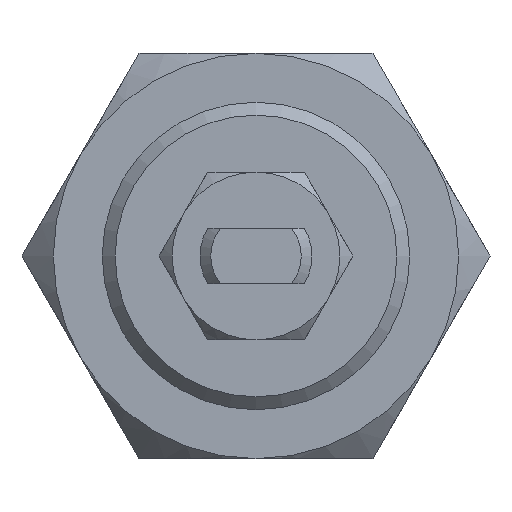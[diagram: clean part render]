
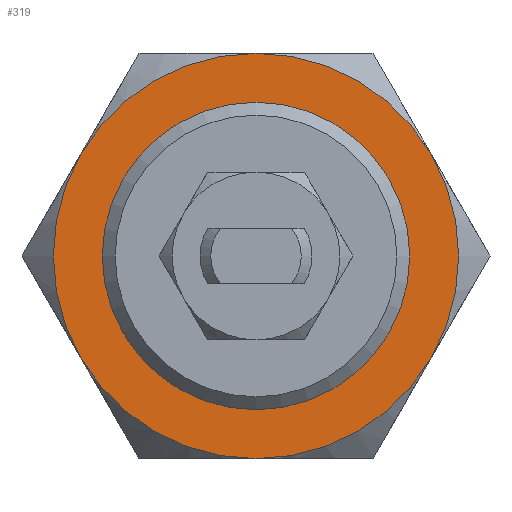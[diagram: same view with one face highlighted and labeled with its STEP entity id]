
A CAD part, left-side view. The second image highlights one B-rep face of the part: STEP entity #319.
In plain terms, the highlighted planar face has unit normal (-1, 0, 0).
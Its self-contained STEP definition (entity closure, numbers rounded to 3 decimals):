
#319 = ADVANCED_FACE( '', ( #688, #689 ), #690, .F. );
#688 = FACE_OUTER_BOUND( '', #1097, .T. );
#689 = FACE_BOUND( '', #1098, .T. );
#690 = PLANE( '', #1099 );
#1097 = EDGE_LOOP( '', ( #1772, #1773, #1774, #1775, #1776, #1777 ) );
#1098 = EDGE_LOOP( '', ( #1778 ) );
#1099 = AXIS2_PLACEMENT_3D( '', #1779, #1780, #1781 );
#1772 = ORIENTED_EDGE( '', *, *, #2119, .F. );
#1773 = ORIENTED_EDGE( '', *, *, #2349, .F. );
#1774 = ORIENTED_EDGE( '', *, *, #2306, .F. );
#1775 = ORIENTED_EDGE( '', *, *, #2166, .F. );
#1776 = ORIENTED_EDGE( '', *, *, #2350, .F. );
#1777 = ORIENTED_EDGE( '', *, *, #2328, .F. );
#1778 = ORIENTED_EDGE( '', *, *, #2314, .T. );
#1779 = CARTESIAN_POINT( '', ( -10., 0., 0. ) );
#1780 = DIRECTION( '', ( 1., 0., 0. ) );
#1781 = DIRECTION( '', ( 0., 0., -1. ) );
#2119 = EDGE_CURVE( '', #2444, #2442, #2446, .T. );
#2166 = EDGE_CURVE( '', #2527, #2525, #2529, .T. );
#2306 = EDGE_CURVE( '', #2525, #2739, #2742, .T. );
#2314 = EDGE_CURVE( '', #2753, #2753, #2754, .T. );
#2328 = EDGE_CURVE( '', #2442, #2638, #2772, .T. );
#2349 = EDGE_CURVE( '', #2739, #2444, #2798, .T. );
#2350 = EDGE_CURVE( '', #2638, #2527, #2799, .T. );
#2442 = VERTEX_POINT( '', #2926 );
#2444 = VERTEX_POINT( '', #2935 );
#2446 = CIRCLE( '', #2942, 14.5 );
#2525 = VERTEX_POINT( '', #3072 );
#2527 = VERTEX_POINT( '', #3081 );
#2529 = CIRCLE( '', #3088, 14.5 );
#2638 = VERTEX_POINT( '', #3317 );
#2739 = VERTEX_POINT( '', #3675 );
#2742 = CIRCLE( '', #3694, 14.5 );
#2753 = VERTEX_POINT( '', #3705 );
#2754 = CIRCLE( '', #3706, 11. );
#2772 = CIRCLE( '', #3746, 14.5 );
#2798 = CIRCLE( '', #3869, 14.5 );
#2799 = CIRCLE( '', #3870, 14.5 );
#2926 = CARTESIAN_POINT( '', ( -10., 12.557, 7.25 ) );
#2935 = CARTESIAN_POINT( '', ( -10., 12.557, -7.25 ) );
#2942 = AXIS2_PLACEMENT_3D( '', #4097, #4098, #4099 );
#3072 = CARTESIAN_POINT( '', ( -10., -12.557, -7.25 ) );
#3081 = CARTESIAN_POINT( '', ( -10., -12.557, 7.25 ) );
#3088 = AXIS2_PLACEMENT_3D( '', #4160, #4161, #4162 );
#3317 = CARTESIAN_POINT( '', ( -10., 0., 14.5 ) );
#3675 = CARTESIAN_POINT( '', ( -10., 0., -14.5 ) );
#3694 = AXIS2_PLACEMENT_3D( '', #4326, #4327, #4328 );
#3705 = CARTESIAN_POINT( '', ( -10., 0., -11. ) );
#3706 = AXIS2_PLACEMENT_3D( '', #4338, #4339, #4340 );
#3746 = AXIS2_PLACEMENT_3D( '', #4350, #4351, #4352 );
#3869 = AXIS2_PLACEMENT_3D( '', #4361, #4362, #4363 );
#3870 = AXIS2_PLACEMENT_3D( '', #4364, #4365, #4366 );
#4097 = CARTESIAN_POINT( '', ( -10., 0., 0. ) );
#4098 = DIRECTION( '', ( 1., 0., 0. ) );
#4099 = DIRECTION( '', ( 0., 0., -1. ) );
#4160 = CARTESIAN_POINT( '', ( -10., 0., 0. ) );
#4161 = DIRECTION( '', ( 1., 0., 0. ) );
#4162 = DIRECTION( '', ( 0., 0., -1. ) );
#4326 = CARTESIAN_POINT( '', ( -10., 0., 0. ) );
#4327 = DIRECTION( '', ( 1., 0., 0. ) );
#4328 = DIRECTION( '', ( 0., 0., -1. ) );
#4338 = CARTESIAN_POINT( '', ( -10., 0., 0. ) );
#4339 = DIRECTION( '', ( 1., 0., 0. ) );
#4340 = DIRECTION( '', ( 0., 0., -1. ) );
#4350 = CARTESIAN_POINT( '', ( -10., 0., 0. ) );
#4351 = DIRECTION( '', ( 1., 0., 0. ) );
#4352 = DIRECTION( '', ( 0., 0., -1. ) );
#4361 = CARTESIAN_POINT( '', ( -10., 0., 0. ) );
#4362 = DIRECTION( '', ( 1., 0., 0. ) );
#4363 = DIRECTION( '', ( 0., 0., -1. ) );
#4364 = CARTESIAN_POINT( '', ( -10., 0., 0. ) );
#4365 = DIRECTION( '', ( 1., 0., 0. ) );
#4366 = DIRECTION( '', ( 0., 0., -1. ) );
